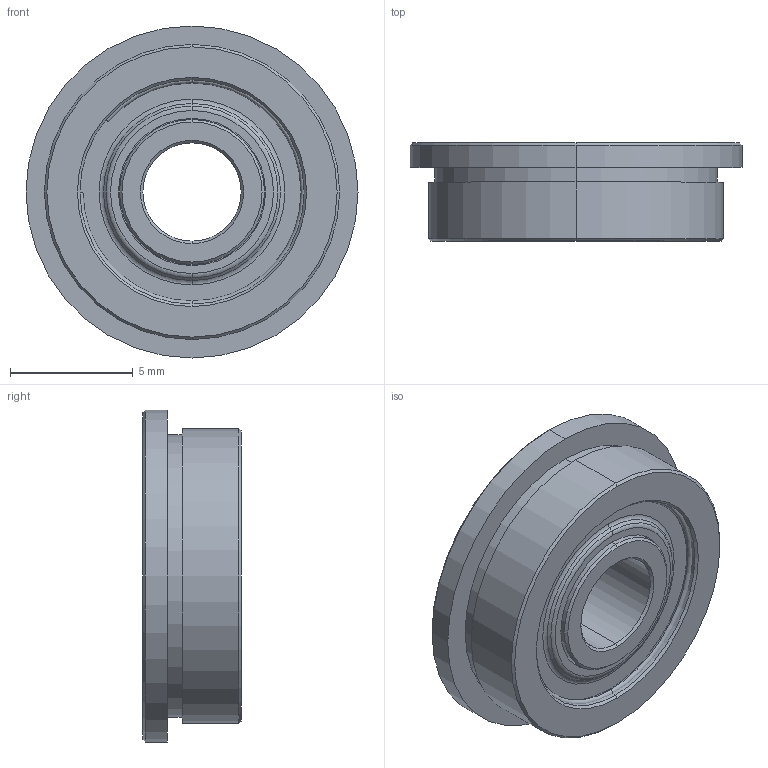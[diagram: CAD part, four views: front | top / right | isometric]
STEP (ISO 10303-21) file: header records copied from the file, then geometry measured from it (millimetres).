
FILE_DESCRIPTION (( 'STEP AP203' ), '1' );
FILE_NAME ('535216.STEP', '2016-10-07T13:56:08', ( '' ), ( '' ), 'SwSTEP 2.0', 'SolidWorks 2014', '' );
FILE_SCHEMA (( 'CONFIG_CONTROL_DESIGN' ));
Length unit declared in the file: millimetre
Products named in the file (1): 535216
Bounding box: 13.5 x 4 x 13.5 mm (x, y, z)
Volume: 393.1 mm3; surface area: 608.9 mm2
Topology: 3 solids, 3 shells, 82 faces, 160 edges, 96 vertices
Faces by surface type: cylinder 24, torus 20, cone 20, plane 18
Entity records: 2201 total; most frequent: DIRECTION 442, CARTESIAN_POINT 339, ORIENTED_EDGE 320, AXIS2_PLACEMENT_3D 199, EDGE_CURVE 160, CIRCLE 116, VERTEX_POINT 96, EDGE_LOOP 96
